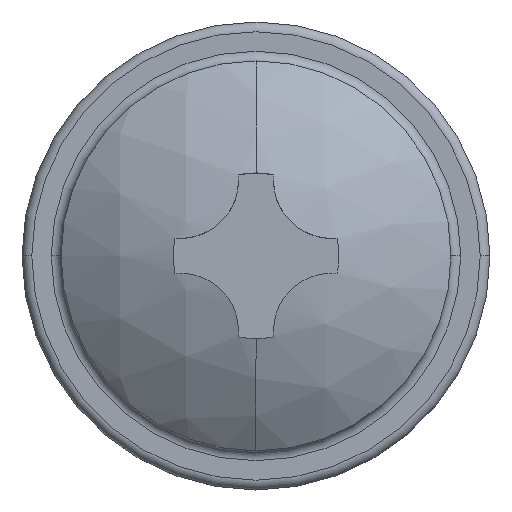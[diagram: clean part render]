
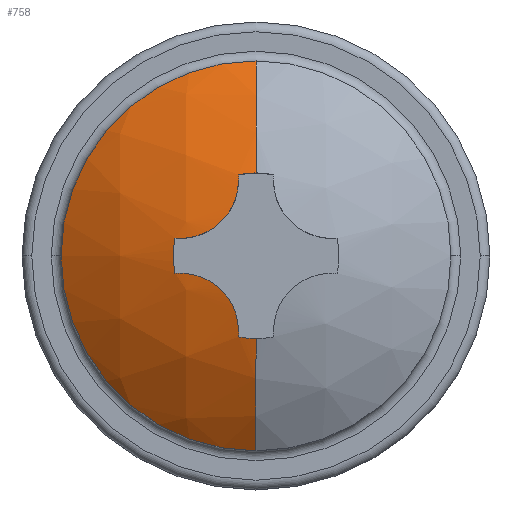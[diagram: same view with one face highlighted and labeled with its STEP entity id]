
A CAD part, top view. The second image highlights one B-rep face of the part: STEP entity #758.
In plain terms, the highlighted spherical face has radius 3.2 mm.
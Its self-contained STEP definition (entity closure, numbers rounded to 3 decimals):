
#7 = CARTESIAN_POINT ( 'NONE',  ( 0., 0., 9.485 ) ) ;
#15 = CARTESIAN_POINT ( 'NONE',  ( 0., 2., 8.898 ) ) ;
#23 = VERTEX_POINT ( 'NONE', #1859 ) ;
#33 = CARTESIAN_POINT ( 'NONE',  ( -0.465, -0.243, 9.561 ) ) ;
#38 = EDGE_LOOP ( 'NONE', ( #1584, #659, #308, #58, #2467, #1838, #1192, #1030, #442, #185, #1082, #2016, #1193 ) ) ;
#45 = CARTESIAN_POINT ( 'NONE',  ( -0.179, 0., 6.4 ) ) ;
#58 = ORIENTED_EDGE ( 'NONE', *, *, #1629, .T. ) ;
#64 = EDGE_CURVE ( 'NONE', #23, #731, #1675, .T. ) ;
#97 = CARTESIAN_POINT ( 'NONE',  ( -0.253, 0.477, 9.555 ) ) ;
#130 = CARTESIAN_POINT ( 'NONE',  ( 0., 0., 8.898 ) ) ;
#142 = EDGE_CURVE ( 'NONE', #2211, #663, #2222, .T. ) ;
#149 = DIRECTION ( 'NONE',  ( -1., 0., 0. ) ) ;
#185 = ORIENTED_EDGE ( 'NONE', *, *, #1812, .F. ) ;
#195 = CARTESIAN_POINT ( 'NONE',  ( 0., 0., 6.4 ) ) ;
#198 = DIRECTION ( 'NONE',  ( -1., 0., 0. ) ) ;
#205 = CARTESIAN_POINT ( 'NONE',  ( -0.179, 0.776, 9.499 ) ) ;
#223 = CARTESIAN_POINT ( 'NONE',  ( -0.776, -0.179, 9.499 ) ) ;
#238 = DIRECTION ( 'NONE',  ( 0., -1., 0. ) ) ;
#298 = CARTESIAN_POINT ( 'NONE',  ( -0.465, 0.243, 9.561 ) ) ;
#308 = ORIENTED_EDGE ( 'NONE', *, *, #142, .T. ) ;
#331 = DIRECTION ( 'NONE',  ( 1., 0., 0. ) ) ;
#397 = DIRECTION ( 'NONE',  ( 0., 0., -1. ) ) ;
#415 = CARTESIAN_POINT ( 'NONE',  ( 0., 0., 8.898 ) ) ;
#442 = ORIENTED_EDGE ( 'NONE', *, *, #2350, .F. ) ;
#478 = CARTESIAN_POINT ( 'NONE',  ( 0., -2., 8.898 ) ) ;
#493 = DIRECTION ( 'NONE',  ( -1., 0., 0. ) ) ;
#497 = CARTESIAN_POINT ( 'NONE',  ( -0.776, 0.179, 9.499 ) ) ;
#500 = CIRCLE ( 'NONE', #858, 3.195 ) ;
#557 = CIRCLE ( 'NONE', #967, 3.195 ) ;
#572 = CARTESIAN_POINT ( 'NONE',  ( 0., 0., 9.485 ) ) ;
#610 = DIRECTION ( 'NONE',  ( 1., 0., 0. ) ) ;
#616 = CARTESIAN_POINT ( 'NONE',  ( 0., -0.179, 6.4 ) ) ;
#628 = AXIS2_PLACEMENT_3D ( 'NONE', #2310, #1143, #2514 ) ;
#659 = ORIENTED_EDGE ( 'NONE', *, *, #1067, .T. ) ;
#663 = VERTEX_POINT ( 'NONE', #910 ) ;
#664 = AXIS2_PLACEMENT_3D ( 'NONE', #195, #1561, #397 ) ;
#731 = VERTEX_POINT ( 'NONE', #1883 ) ;
#742 = DIRECTION ( 'NONE',  ( 0., 1., 0. ) ) ;
#758 = ADVANCED_FACE ( 'NONE', ( #2386 ), #1403, .T. ) ;
#761 = DIRECTION ( 'NONE',  ( -1., 0., 0. ) ) ;
#763 = VERTEX_POINT ( 'NONE', #938 ) ;
#800 = CIRCLE ( 'NONE', #875, 0.85 ) ;
#807 = DIRECTION ( 'NONE',  ( 1., 0., 0. ) ) ;
#809 = CARTESIAN_POINT ( 'NONE',  ( -0.194, -0.622, 9.534 ) ) ;
#810 = B_SPLINE_CURVE_WITH_KNOTS ( 'NONE', 3,
 ( #2448, #1069, #1269, #97, #1466, #298, #1659, #497 ),
 .UNSPECIFIED., .F., .F.,
 ( 4, 2, 2, 4 ),
 ( 0., 0., 0., 0.001 ),
 .UNSPECIFIED. ) ;
#858 = AXIS2_PLACEMENT_3D ( 'NONE', #2047, #882, #2246 ) ;
#875 = AXIS2_PLACEMENT_3D ( 'NONE', #572, #1933, #761 ) ;
#882 = DIRECTION ( 'NONE',  ( 1., 0., 0. ) ) ;
#899 = CARTESIAN_POINT ( 'NONE',  ( 0., 0.179, 6.4 ) ) ;
#905 = VERTEX_POINT ( 'NONE', #1882 ) ;
#908 = VERTEX_POINT ( 'NONE', #1291 ) ;
#910 = CARTESIAN_POINT ( 'NONE',  ( 0., -0.85, 9.485 ) ) ;
#938 = CARTESIAN_POINT ( 'NONE',  ( -0.776, 0.179, 9.499 ) ) ;
#967 = AXIS2_PLACEMENT_3D ( 'NONE', #45, #1413, #238 ) ;
#1000 = B_SPLINE_CURVE_WITH_KNOTS ( 'NONE', 3,
 ( #1390, #2173, #809, #2376, #1198, #33, #1399, #223 ),
 .UNSPECIFIED., .F., .F.,
 ( 4, 2, 2, 4 ),
 ( 0., 0., 0., 0.001 ),
 .UNSPECIFIED. ) ;
#1023 = CARTESIAN_POINT ( 'NONE',  ( 0., 0., 9.485 ) ) ;
#1029 = EDGE_CURVE ( 'NONE', #2039, #905, #2011, .T. ) ;
#1030 = ORIENTED_EDGE ( 'NONE', *, *, #64, .F. ) ;
#1058 = AXIS2_PLACEMENT_3D ( 'NONE', #1023, #1228, #493 ) ;
#1067 = EDGE_CURVE ( 'NONE', #1606, #2211, #1382, .T. ) ;
#1069 = CARTESIAN_POINT ( 'NONE',  ( -0.179, 0.699, 9.519 ) ) ;
#1082 = ORIENTED_EDGE ( 'NONE', *, *, #1423, .T. ) ;
#1099 = DIRECTION ( 'NONE',  ( 1., 0., 0. ) ) ;
#1109 = EDGE_CURVE ( 'NONE', #2176, #731, #1433, .T. ) ;
#1128 = CARTESIAN_POINT ( 'NONE',  ( 0., 0., 6.4 ) ) ;
#1143 = DIRECTION ( 'NONE',  ( -1., 0., 0. ) ) ;
#1192 = ORIENTED_EDGE ( 'NONE', *, *, #1109, .T. ) ;
#1193 = ORIENTED_EDGE ( 'NONE', *, *, #1029, .F. ) ;
#1198 = CARTESIAN_POINT ( 'NONE',  ( -0.298, -0.41, 9.561 ) ) ;
#1228 = DIRECTION ( 'NONE',  ( 0., 0., 1. ) ) ;
#1269 = CARTESIAN_POINT ( 'NONE',  ( -0.194, 0.622, 9.534 ) ) ;
#1288 = EDGE_CURVE ( 'NONE', #905, #908, #2241, .T. ) ;
#1291 = CARTESIAN_POINT ( 'NONE',  ( -0.179, 0.831, 9.485 ) ) ;
#1370 = CIRCLE ( 'NONE', #2037, 2. ) ;
#1372 = DIRECTION ( 'NONE',  ( 0., 0., 1. ) ) ;
#1382 = CIRCLE ( 'NONE', #1443, 2. ) ;
#1386 = EDGE_CURVE ( 'NONE', #1585, #2176, #1000, .T. ) ;
#1390 = CARTESIAN_POINT ( 'NONE',  ( -0.179, -0.776, 9.499 ) ) ;
#1399 = CARTESIAN_POINT ( 'NONE',  ( -0.622, -0.179, 9.538 ) ) ;
#1403 = SPHERICAL_SURFACE ( 'NONE', #2061, 3.2 ) ;
#1405 = AXIS2_PLACEMENT_3D ( 'NONE', #7, #1372, #198 ) ;
#1413 = DIRECTION ( 'NONE',  ( -1., 0., 0. ) ) ;
#1423 = EDGE_CURVE ( 'NONE', #2042, #908, #557, .T. ) ;
#1433 = CIRCLE ( 'NONE', #1834, 3.195 ) ;
#1443 = AXIS2_PLACEMENT_3D ( 'NONE', #415, #1771, #610 ) ;
#1466 = CARTESIAN_POINT ( 'NONE',  ( -0.298, 0.41, 9.561 ) ) ;
#1501 = DIRECTION ( 'NONE',  ( 0., 0., 1. ) ) ;
#1521 = AXIS2_PLACEMENT_3D ( 'NONE', #899, #2264, #1099 ) ;
#1561 = DIRECTION ( 'NONE',  ( 1., 0., 0. ) ) ;
#1584 = ORIENTED_EDGE ( 'NONE', *, *, #2396, .T. ) ;
#1585 = VERTEX_POINT ( 'NONE', #1689 ) ;
#1606 = VERTEX_POINT ( 'NONE', #2094 ) ;
#1629 = EDGE_CURVE ( 'NONE', #663, #2215, #800, .T. ) ;
#1659 = CARTESIAN_POINT ( 'NONE',  ( -0.622, 0.179, 9.538 ) ) ;
#1675 = CIRCLE ( 'NONE', #1058, 0.85 ) ;
#1689 = CARTESIAN_POINT ( 'NONE',  ( -0.179, -0.776, 9.499 ) ) ;
#1771 = DIRECTION ( 'NONE',  ( 0., 0., 1. ) ) ;
#1812 = EDGE_CURVE ( 'NONE', #2042, #763, #810, .T. ) ;
#1834 = AXIS2_PLACEMENT_3D ( 'NONE', #616, #1974, #807 ) ;
#1837 = CARTESIAN_POINT ( 'NONE',  ( -0.179, -0.831, 9.485 ) ) ;
#1838 = ORIENTED_EDGE ( 'NONE', *, *, #1386, .T. ) ;
#1859 = CARTESIAN_POINT ( 'NONE',  ( -0.831, 0.179, 9.485 ) ) ;
#1882 = CARTESIAN_POINT ( 'NONE',  ( 0., 0.85, 9.485 ) ) ;
#1883 = CARTESIAN_POINT ( 'NONE',  ( -0.831, -0.179, 9.485 ) ) ;
#1933 = DIRECTION ( 'NONE',  ( 0., 0., -1. ) ) ;
#1947 = CIRCLE ( 'NONE', #1521, 3.195 ) ;
#1974 = DIRECTION ( 'NONE',  ( 0., -1., 0. ) ) ;
#2011 = CIRCLE ( 'NONE', #664, 3.2 ) ;
#2016 = ORIENTED_EDGE ( 'NONE', *, *, #1288, .F. ) ;
#2037 = AXIS2_PLACEMENT_3D ( 'NONE', #130, #1501, #331 ) ;
#2039 = VERTEX_POINT ( 'NONE', #15 ) ;
#2042 = VERTEX_POINT ( 'NONE', #205 ) ;
#2047 = CARTESIAN_POINT ( 'NONE',  ( -0.179, 0., 6.4 ) ) ;
#2061 = AXIS2_PLACEMENT_3D ( 'NONE', #1128, #149, #742 ) ;
#2094 = CARTESIAN_POINT ( 'NONE',  ( -2., 0., 8.898 ) ) ;
#2173 = CARTESIAN_POINT ( 'NONE',  ( -0.179, -0.699, 9.519 ) ) ;
#2176 = VERTEX_POINT ( 'NONE', #2210 ) ;
#2210 = CARTESIAN_POINT ( 'NONE',  ( -0.776, -0.179, 9.499 ) ) ;
#2211 = VERTEX_POINT ( 'NONE', #478 ) ;
#2215 = VERTEX_POINT ( 'NONE', #1837 ) ;
#2222 = CIRCLE ( 'NONE', #628, 3.2 ) ;
#2241 = CIRCLE ( 'NONE', #1405, 0.85 ) ;
#2246 = DIRECTION ( 'NONE',  ( 0., 1., 0. ) ) ;
#2264 = DIRECTION ( 'NONE',  ( 0., -1., 0. ) ) ;
#2287 = EDGE_CURVE ( 'NONE', #1585, #2215, #500, .T. ) ;
#2310 = CARTESIAN_POINT ( 'NONE',  ( 0., 0., 6.4 ) ) ;
#2350 = EDGE_CURVE ( 'NONE', #763, #23, #1947, .T. ) ;
#2376 = CARTESIAN_POINT ( 'NONE',  ( -0.253, -0.477, 9.555 ) ) ;
#2386 = FACE_OUTER_BOUND ( 'NONE', #38, .T. ) ;
#2396 = EDGE_CURVE ( 'NONE', #2039, #1606, #1370, .T. ) ;
#2448 = CARTESIAN_POINT ( 'NONE',  ( -0.179, 0.776, 9.499 ) ) ;
#2467 = ORIENTED_EDGE ( 'NONE', *, *, #2287, .F. ) ;
#2514 = DIRECTION ( 'NONE',  ( 0., -1., 0. ) ) ;
